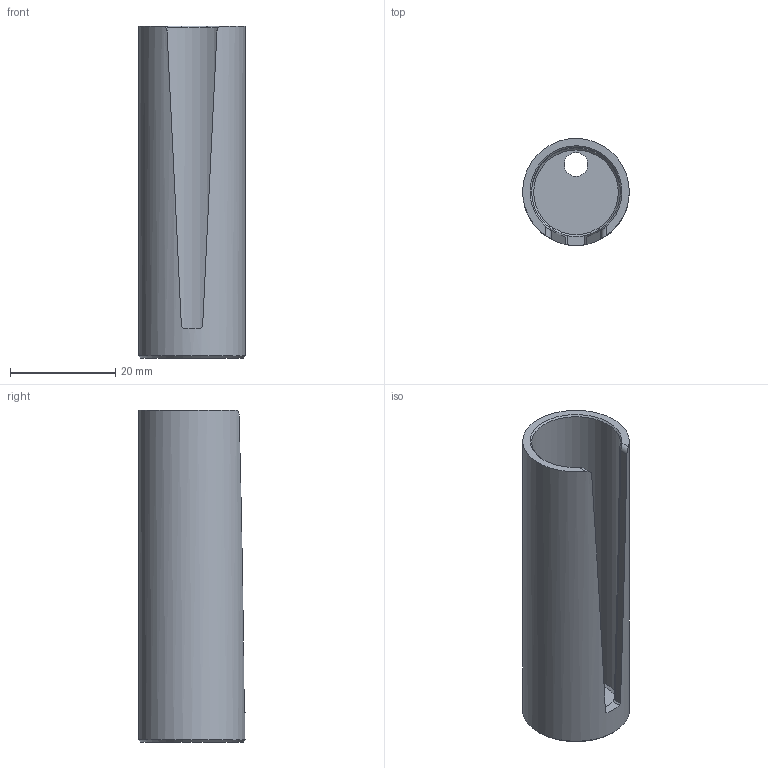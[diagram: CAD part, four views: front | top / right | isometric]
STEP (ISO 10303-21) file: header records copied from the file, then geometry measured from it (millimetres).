
FILE_DESCRIPTION(('FreeCAD Model'),'2;1');
FILE_NAME('Open CASCADE Shape Model','2025-03-15T23:27:59',(''),(''), 'Open CASCADE STEP processor 7.8','FreeCAD','Unknown');
FILE_SCHEMA(('AUTOMOTIVE_DESIGN { 1 0 10303 214 1 1 1 1 }'));
Length unit declared in the file: millimetre
Products named in the file (1): Body
Bounding box: 20.3 x 20.3 x 63.2 mm (x, y, z)
Volume: 5936.8 mm3; surface area: 7282.8 mm2
Topology: 1 solids, 1 shells, 21 faces, 52 edges, 33 vertices
Faces by surface type: plane 8, cone 5, cylinder 4, bspline 4
Full cylindrical faces by diameter (mm): 16.9 x1, 20.3 x1
Entity records: 2079 total; most frequent: CARTESIAN_POINT 1077, DIRECTION 163, ORIENTED_EDGE 104, PCURVE 104, DEFINITIONAL_REPRESENTATION 104, LINE 70, VECTOR 70, EDGE_CURVE 52
